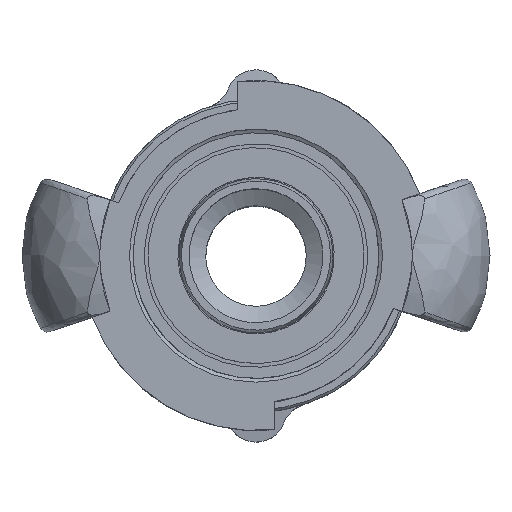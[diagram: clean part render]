
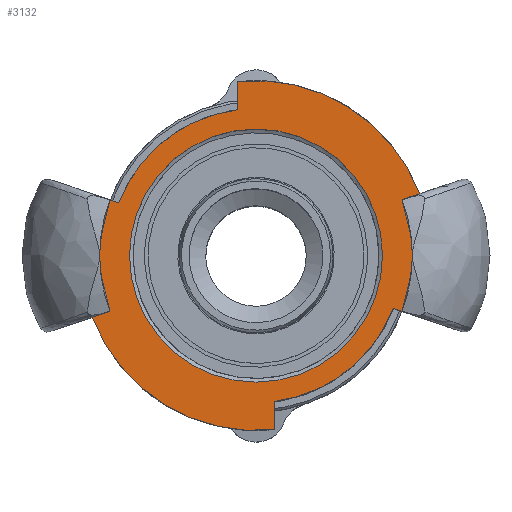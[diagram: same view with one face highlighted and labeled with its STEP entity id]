
A CAD part, top view. The second image highlights one B-rep face of the part: STEP entity #3132.
In plain terms, the highlighted planar face has unit normal (0, 0, 1).
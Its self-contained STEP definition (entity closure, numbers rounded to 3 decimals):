
#181=LINE('',#4822,#324);
#192=LINE('',#5003,#335);
#196=LINE('',#5029,#339);
#200=LINE('',#5054,#343);
#203=LINE('',#5071,#346);
#206=LINE('',#5116,#349);
#324=VECTOR('',#3841,10.);
#335=VECTOR('',#3882,10.);
#339=VECTOR('',#3890,10.);
#343=VECTOR('',#3906,10.);
#346=VECTOR('',#3911,10.);
#349=VECTOR('',#3918,10.);
#507=FACE_BOUND('',#760,.T.);
#590=FACE_OUTER_BOUND('',#759,.T.);
#759=EDGE_LOOP('',(#2193,#2194,#2195,#2196,#2197,#2198,#2199,#2200,#2201,
#2202,#2203,#2204));
#760=EDGE_LOOP('',(#2205,#2206));
#936=CIRCLE('',#3326,25.5);
#938=CIRCLE('',#3329,25.5);
#946=CIRCLE('',#3347,23.497);
#951=CIRCLE('',#3359,23.5);
#953=CIRCLE('',#3371,19.75);
#954=CIRCLE('',#3372,19.75);
#955=CIRCLE('',#3373,17.);
#956=CIRCLE('',#3374,17.);
#1173=VERTEX_POINT('',#4711);
#1174=VERTEX_POINT('',#4713);
#1177=VERTEX_POINT('',#4738);
#1178=VERTEX_POINT('',#4740);
#1185=VERTEX_POINT('',#4815);
#1188=VERTEX_POINT('',#4820);
#1204=VERTEX_POINT('',#4944);
#1205=VERTEX_POINT('',#4946);
#1209=VERTEX_POINT('',#5027);
#1212=VERTEX_POINT('',#5037);
#1217=VERTEX_POINT('',#5070);
#1223=VERTEX_POINT('',#5115);
#1235=VERTEX_POINT('',#5449);
#1236=VERTEX_POINT('',#5450);
#1521=EDGE_CURVE('',#1173,#1174,#936,.T.);
#1526=EDGE_CURVE('',#1177,#1178,#938,.T.);
#1541=EDGE_CURVE('',#1185,#1188,#181,.T.);
#1559=EDGE_CURVE('',#1205,#1204,#946,.T.);
#1567=EDGE_CURVE('',#1205,#1177,#192,.T.);
#1572=EDGE_CURVE('',#1204,#1209,#196,.T.);
#1576=EDGE_CURVE('',#1212,#1185,#951,.T.);
#1580=EDGE_CURVE('',#1212,#1173,#200,.T.);
#1584=EDGE_CURVE('',#1178,#1217,#203,.T.);
#1592=EDGE_CURVE('',#1174,#1223,#206,.T.);
#1613=EDGE_CURVE('',#1223,#1209,#953,.T.);
#1614=EDGE_CURVE('',#1217,#1188,#954,.T.);
#1615=EDGE_CURVE('',#1235,#1236,#955,.T.);
#1616=EDGE_CURVE('',#1236,#1235,#956,.T.);
#2193=ORIENTED_EDGE('',*,*,#1584,.F.);
#2194=ORIENTED_EDGE('',*,*,#1526,.F.);
#2195=ORIENTED_EDGE('',*,*,#1567,.F.);
#2196=ORIENTED_EDGE('',*,*,#1559,.T.);
#2197=ORIENTED_EDGE('',*,*,#1572,.T.);
#2198=ORIENTED_EDGE('',*,*,#1613,.F.);
#2199=ORIENTED_EDGE('',*,*,#1592,.F.);
#2200=ORIENTED_EDGE('',*,*,#1521,.F.);
#2201=ORIENTED_EDGE('',*,*,#1580,.F.);
#2202=ORIENTED_EDGE('',*,*,#1576,.T.);
#2203=ORIENTED_EDGE('',*,*,#1541,.T.);
#2204=ORIENTED_EDGE('',*,*,#1614,.F.);
#2205=ORIENTED_EDGE('',*,*,#1615,.T.);
#2206=ORIENTED_EDGE('',*,*,#1616,.T.);
#2875=PLANE('',#3370);
#3132=ADVANCED_FACE('',(#590,#507),#2875,.F.);
#3326=AXIS2_PLACEMENT_3D('',#4714,#3807,#3808);
#3329=AXIS2_PLACEMENT_3D('',#4741,#3815,#3816);
#3347=AXIS2_PLACEMENT_3D('',#4947,#3868,#3869);
#3359=AXIS2_PLACEMENT_3D('',#5038,#3900,#3901);
#3370=AXIS2_PLACEMENT_3D('',#5446,#3932,#3933);
#3371=AXIS2_PLACEMENT_3D('',#5447,#3934,#3935);
#3372=AXIS2_PLACEMENT_3D('',#5448,#3936,#3937);
#3373=AXIS2_PLACEMENT_3D('',#5451,#3938,#3939);
#3374=AXIS2_PLACEMENT_3D('',#5452,#3940,#3941);
#3807=DIRECTION('center_axis',(0.,0.,
-1.));
#3808=DIRECTION('ref_axis',(0.,1.,0.));
#3815=DIRECTION('center_axis',(0.,0.,
-1.));
#3816=DIRECTION('ref_axis',(0.,1.,0.));
#3841=DIRECTION('',(0.,-1.,0.));
#3868=DIRECTION('center_axis',(0.,0.,
1.));
#3869=DIRECTION('ref_axis',(-0.936,-0.353,0.));
#3882=DIRECTION('',(-0.948,-0.319,0.));
#3890=DIRECTION('',(0.,1.,0.));
#3900=DIRECTION('center_axis',(0.,0.,
1.));
#3901=DIRECTION('ref_axis',(0.936,0.353,0.));
#3906=DIRECTION('',(0.948,0.319,0.));
#3911=DIRECTION('',(0.948,-0.319,0.));
#3918=DIRECTION('',(-0.948,0.319,0.));
#3932=DIRECTION('center_axis',(0.,0.,
-1.));
#3933=DIRECTION('ref_axis',(1.,0.,0.));
#3934=DIRECTION('center_axis',(0.,0.,
-1.));
#3935=DIRECTION('ref_axis',(1.,0.,0.));
#3936=DIRECTION('center_axis',(0.,0.,
-1.));
#3937=DIRECTION('ref_axis',(1.,0.,0.));
#3938=DIRECTION('center_axis',(0.,0.,
-1.));
#3939=DIRECTION('ref_axis',(-1.,0.,0.));
#3940=DIRECTION('center_axis',(0.,0.,
-1.));
#3941=DIRECTION('ref_axis',(-1.,0.,0.));
#4711=CARTESIAN_POINT('',(23.883,8.937,1.162));
#4713=CARTESIAN_POINT('',(23.883,-8.937,1.162));
#4714=CARTESIAN_POINT('Origin',(0.,0.,
1.162));
#4738=CARTESIAN_POINT('',(-23.883,-8.937,1.162));
#4740=CARTESIAN_POINT('',(-23.883,8.937,1.162));
#4741=CARTESIAN_POINT('Origin',(0.,0.,
1.162));
#4815=CARTESIAN_POINT('',(-2.5,23.367,1.162));
#4820=CARTESIAN_POINT('',(-2.5,19.591,1.162));
#4822=CARTESIAN_POINT('',(-2.5,0.,1.162));
#4944=CARTESIAN_POINT('',(2.5,-23.364,1.162));
#4946=CARTESIAN_POINT('',(-21.984,-8.298,1.162));
#4947=CARTESIAN_POINT('Origin',(0.,0.,
1.162));
#5003=CARTESIAN_POINT('',(-7.151,-3.302,1.162));
#5027=CARTESIAN_POINT('',(2.5,-19.591,1.162));
#5029=CARTESIAN_POINT('',(2.5,0.,1.162));
#5037=CARTESIAN_POINT('',(21.986,8.299,1.162));
#5038=CARTESIAN_POINT('Origin',(0.,0.,
1.162));
#5054=CARTESIAN_POINT('',(11.008,4.601,1.162));
#5070=CARTESIAN_POINT('',(-18.429,7.101,1.162));
#5071=CARTESIAN_POINT('',(-16.054,6.301,1.162));
#5115=CARTESIAN_POINT('',(18.429,-7.101,1.162));
#5116=CARTESIAN_POINT('',(12.197,-5.002,1.162));
#5446=CARTESIAN_POINT('Origin',(0.,12.75,1.162));
#5447=CARTESIAN_POINT('Origin',(0.,0.,
1.162));
#5448=CARTESIAN_POINT('Origin',(0.,0.,
1.162));
#5449=CARTESIAN_POINT('',(-17.,0.,1.162));
#5450=CARTESIAN_POINT('',(17.,0.,1.162));
#5451=CARTESIAN_POINT('Origin',(0.,0.,
1.162));
#5452=CARTESIAN_POINT('Origin',(0.,0.,
1.162));
